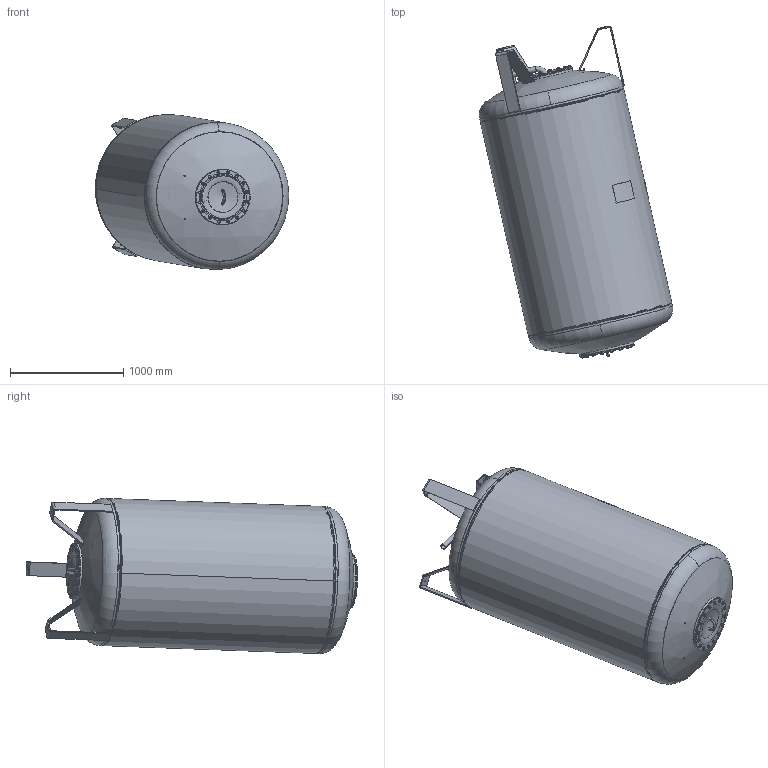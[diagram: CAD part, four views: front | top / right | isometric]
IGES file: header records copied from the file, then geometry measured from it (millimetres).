
Global section: file name: No Iges File Name specified; native system: Autodesk Inventor 2009; preprocessor: AutoDesk Inventor Iges Exporter R2009; author: CADJOBServer; date: 20091008.085706; units: millimetre
Bounding box: 1709.47 x 2931.2 x 1370.48 mm (x, y, z)
Volume: 71367706 mm3; surface area: 37454262.3 mm2
Topology: 44 solids, 44 shells, 1972 faces, 4905 edges, 3173 vertices
Faces by surface type: plane 712, bspline 380, cone 302, cylinder 243, revolution 239, torus 88, sphere 8
